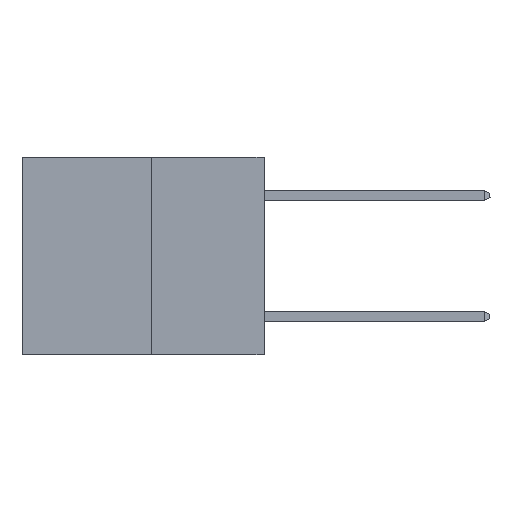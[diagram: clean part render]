
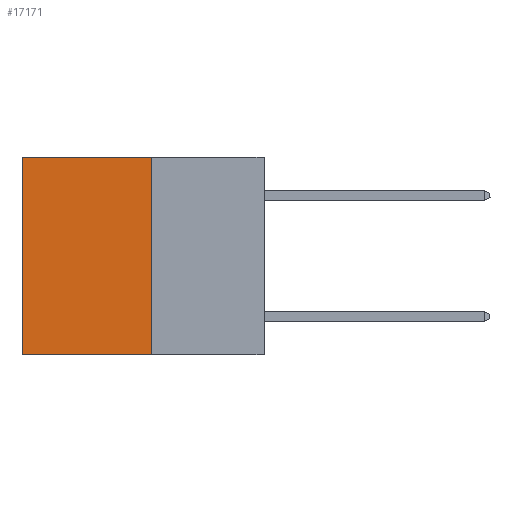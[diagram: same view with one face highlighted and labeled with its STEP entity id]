
A CAD part, left-side view. The second image highlights one B-rep face of the part: STEP entity #17171.
In plain terms, the highlighted planar face has unit normal (-1, 0, 0).
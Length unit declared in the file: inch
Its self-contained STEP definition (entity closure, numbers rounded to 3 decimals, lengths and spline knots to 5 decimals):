
#780 = VERTEX_POINT ( 'NONE', #23561 ) ;
#1360 = DIRECTION ( 'NONE',  ( 0., 0., -1. ) ) ;
#1451 = CARTESIAN_POINT ( 'NONE',  ( 0.3165, 0.28, -0.49 ) ) ;
#2088 = ORIENTED_EDGE ( 'NONE', *, *, #5067, .F. ) ;
#2546 = VERTEX_POINT ( 'NONE', #11609 ) ;
#3926 = LINE ( 'NONE', #24364, #13926 ) ;
#4069 = LINE ( 'NONE', #15936, #17274 ) ;
#4572 = ORIENTED_EDGE ( 'NONE', *, *, #6230, .T. ) ;
#4853 = VERTEX_POINT ( 'NONE', #14898 ) ;
#5067 = EDGE_CURVE ( 'NONE', #4853, #2546, #17582, .T. ) ;
#6200 = AXIS2_PLACEMENT_3D ( 'NONE', #26366, #7761, #10241 ) ;
#6230 = EDGE_CURVE ( 'NONE', #28302, #780, #3926, .T. ) ;
#7242 = ORIENTED_EDGE ( 'NONE', *, *, #22925, .T. ) ;
#7761 = DIRECTION ( 'NONE',  ( 1., 0., 0. ) ) ;
#8907 = FACE_OUTER_BOUND ( 'NONE', #9440, .T. ) ;
#9393 = VECTOR ( 'NONE', #14256, 39.37008 ) ;
#9440 = EDGE_LOOP ( 'NONE', ( #7242, #2088, #13799, #4572 ) ) ;
#10241 = DIRECTION ( 'NONE',  ( 0., 0., -1. ) ) ;
#11351 = DIRECTION ( 'NONE',  ( 0., 0., -1. ) ) ;
#11609 = CARTESIAN_POINT ( 'NONE',  ( 0.3165, 0.6, -0.49 ) ) ;
#13384 = CARTESIAN_POINT ( 'NONE',  ( 0.3165, 0.28, -0.49 ) ) ;
#13670 = LINE ( 'NONE', #1451, #28352 ) ;
#13799 = ORIENTED_EDGE ( 'NONE', *, *, #14930, .F. ) ;
#13926 = VECTOR ( 'NONE', #22130, 39.37008 ) ;
#14256 = DIRECTION ( 'NONE',  ( 0., 1., 0. ) ) ;
#14898 = CARTESIAN_POINT ( 'NONE',  ( 0.3165, 0.28, -0.49 ) ) ;
#14930 = EDGE_CURVE ( 'NONE', #28302, #4853, #13670, .T. ) ;
#15936 = CARTESIAN_POINT ( 'NONE',  ( 0.3165, 0.6, -0.49 ) ) ;
#17171 = ADVANCED_FACE ( 'NONE', ( #8907 ), #21430, .F. ) ;
#17274 = VECTOR ( 'NONE', #11351, 39.37008 ) ;
#17582 = LINE ( 'NONE', #13384, #9393 ) ;
#21430 = PLANE ( 'NONE',  #6200 ) ;
#22130 = DIRECTION ( 'NONE',  ( 0., 1., 0. ) ) ;
#22925 = EDGE_CURVE ( 'NONE', #780, #2546, #4069, .T. ) ;
#23561 = CARTESIAN_POINT ( 'NONE',  ( 0.3165, 0.6, 0. ) ) ;
#24364 = CARTESIAN_POINT ( 'NONE',  ( 0.3165, 0.28, 0. ) ) ;
#26366 = CARTESIAN_POINT ( 'NONE',  ( 0.3165, 0.28, -0.49 ) ) ;
#26969 = CARTESIAN_POINT ( 'NONE',  ( 0.3165, 0.28, 0. ) ) ;
#28302 = VERTEX_POINT ( 'NONE', #26969 ) ;
#28352 = VECTOR ( 'NONE', #1360, 39.37008 ) ;
